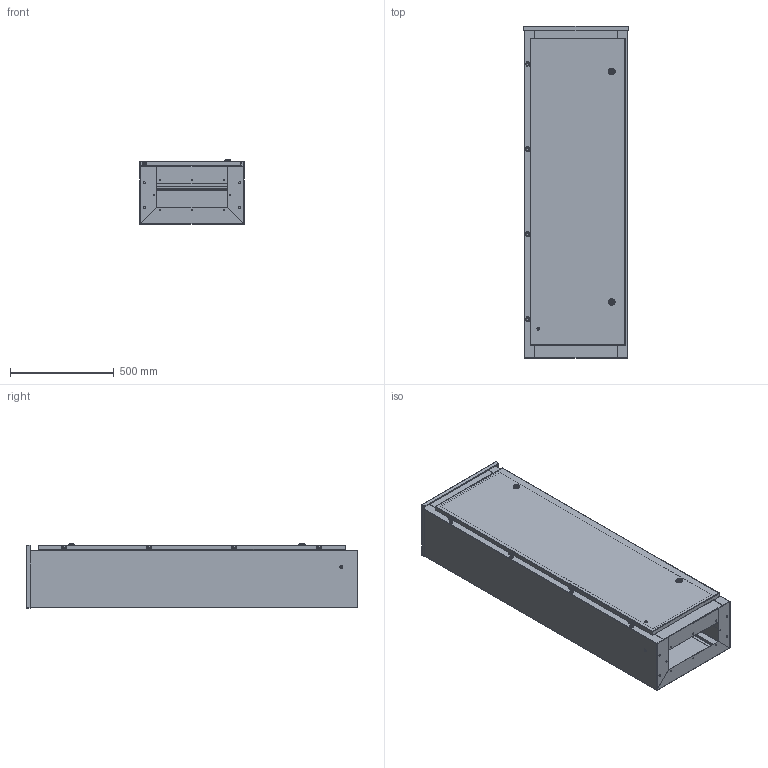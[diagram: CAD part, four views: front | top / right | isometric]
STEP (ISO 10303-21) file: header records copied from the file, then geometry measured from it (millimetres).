
FILE_DESCRIPTION (( 'STEP AP214' ), '1' );
FILE_NAME ('ØÐÑ-2 IP30.STEP', '2020-12-07T13:06:18', ( '' ), ( '' ), 'SwSTEP 2.0', 'SolidWorks 2019', '' );
FILE_SCHEMA (( 'AUTOMOTIVE_DESIGN' ));
Length unit declared in the file: millimetre
Products named in the file (23): Ïåòëÿ îêîííàÿ; ÌÈ-1886.00.00.001 Øâåëëåð; ÌÈ-1886.01.01.001-Ñòåíêà çàäíÿÿ; ﾘﾐﾑ-2 IP30; ÌÈ-1886.01.01.000 Ñòåíêà çàäíÿÿ â ñáîðå; ﾌﾈ-1886.02.00.001-ﾄ粢; ÌÈ-1343.00.00.001 Óãîëîê ìîíòàæíûé; ÌÈ-1886.01.00.003-Ïåðåìû÷êà íèæíÿÿ; Çàìîê áîëüøîé; ÌÈ-1886.01.00.001-Øâåëëåð; ÌÈ-1886.01.00.000-Êîðïóñ â ñáîðå; ÌÈ-1886.01.00.004-Ïåðåìû÷êà âåðõíÿÿ; Íàâåñêà îêîííàÿ; 昈-1886.01.01.002-赶鎀鍧; Øïèëüêà ïðèâàðíàÿ Ì6õ12; ÌÈ-1886.02.00.000-Äâåðü â ñáîðå_Œˆ-547.02.00.000-01 „¢¥àì ¢ á¡®à¥; hex flange nut_din_Hexagon Flange Nut DIN 6923 - M6 - N; ﾘ; pan head cross recess screw_din_ISO 7045 - M6 x 16 - Z --- 16N; pan head cross recess screw_din_DIN EN ISO 7045 - M6 x 16 - Z - 16N; Øàéáà êðîâåëüíàÿ 7õ19; ﾌﾈ-1886.00.00.002 ﾊ煇鳫; 倘-1886.01.00.002-署赅
Assembly tree (97 placements, depth 4):
  ﾘﾐﾑ-2 IP30
    ÌÈ-1886.01.00.000-Êîðïóñ â ñáîðå
      ÌÈ-1886.01.01.000 Ñòåíêà çàäíÿÿ â ñáîðå
        ÌÈ-1886.01.01.001-Ñòåíêà çàäíÿÿ
        Øïèëüêà ïðèâàðíàÿ Ì6õ12
        昈-1886.01.01.002-赶鎀鍧  x2
      ÌÈ-1886.01.00.004-Ïåðåìû÷êà âåðõíÿÿ
      ÌÈ-1886.01.00.003-Ïåðåìû÷êà íèæíÿÿ
      倘-1886.01.00.002-署赅
      ÌÈ-1886.01.00.001-Øâåëëåð  x6
    ÌÈ-1886.02.00.000-Äâåðü â ñáîðå_Œˆ-547.02.00.000-01 „¢¥àì ¢ á¡®à¥
      ﾌﾈ-1886.02.00.001-ﾄ粢
      Øïèëüêà ïðèâàðíàÿ Ì6õ12
      Çàìîê áîëüøîé  x2
    Ïåòëÿ îêîííàÿ  x4
    Íàâåñêà îêîííàÿ  x4
    ﾘ  x4
    hex flange nut_din_Hexagon Flange Nut DIN 6923 - M6 - N  x32
    Øàéáà êðîâåëüíàÿ 7õ19  x7
    ÌÈ-1343.00.00.001 Óãîëîê ìîíòàæíûé  x2
    ﾌﾈ-1886.00.00.002 ﾊ煇鳫  x2
    ÌÈ-1886.00.00.001 Øâåëëåð  x4
    pan head cross recess screw_din_DIN EN ISO 7045 - M6 x 16 - Z - 16N  x2
    pan head cross recess screw_din_ISO 7045 - M6 x 16 - Z --- 16N  x16
Bounding box: 505 x 1600 x 308.8 mm (x, y, z)
Volume: 3607339.1 mm3; surface area: 7280313.6 mm2
Topology: 94 solids, 104 shells, 4170 faces, 10392 edges, 6464 vertices
Faces by surface type: plane 1886, cylinder 1342, cone 500, bspline 214, torus 192, sphere 36
Entity records: 39716 total; most frequent: CARTESIAN_POINT 7935, DIRECTION 6597, ORIENTED_EDGE 6144, EDGE_CURVE 3072, AXIS2_PLACEMENT_3D 2347, VERTEX_POINT 1941, LINE 1903, VECTOR 1903
